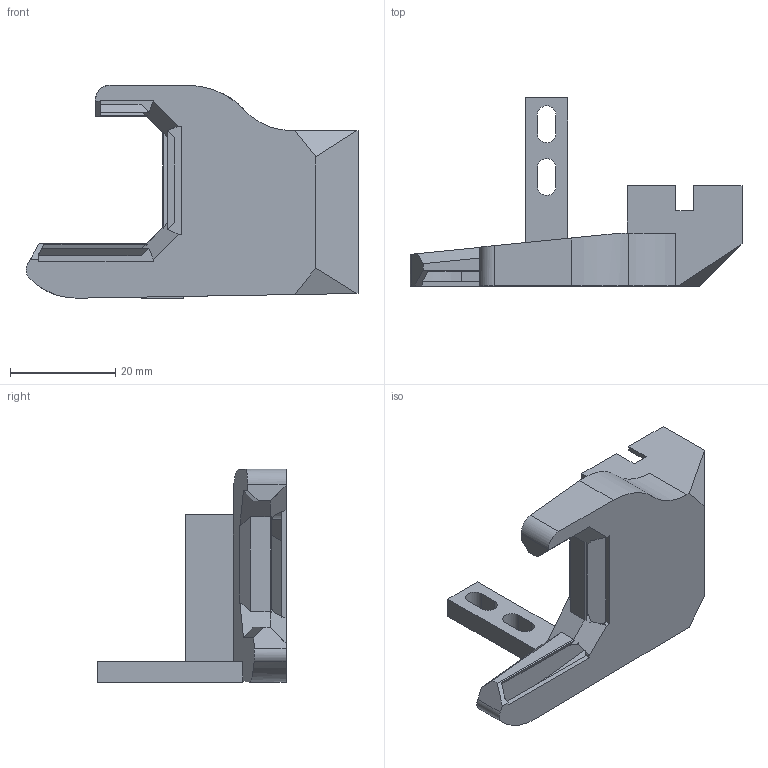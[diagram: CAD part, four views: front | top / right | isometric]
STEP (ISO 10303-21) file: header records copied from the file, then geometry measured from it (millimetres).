
FILE_DESCRIPTION((''),'2;1');
FILE_NAME('NOZZLE2','2020-12-25T07:06:51',('XA'),(''),'','');
FILE_SCHEMA(('CONFIG_CONTROL_DESIGN'));
Length unit declared in the file: millimetre
Products named in the file (1): NOZZLE2
Bounding box: 62.97 x 35.7 x 40.5 mm (x, y, z)
Volume: 4535.9 mm3; surface area: 9495.6 mm2
Topology: 1 solids, 1 shells, 100 faces, 290 edges, 186 vertices
Faces by surface type: plane 86, cylinder 14
Entity records: 3288 total; most frequent: CARTESIAN_POINT 602, ORIENTED_EDGE 580, DIRECTION 504, EDGE_CURVE 290, VECTOR 260, LINE 260, VERTEX_POINT 186, AXIS2_PLACEMENT_3D 122
